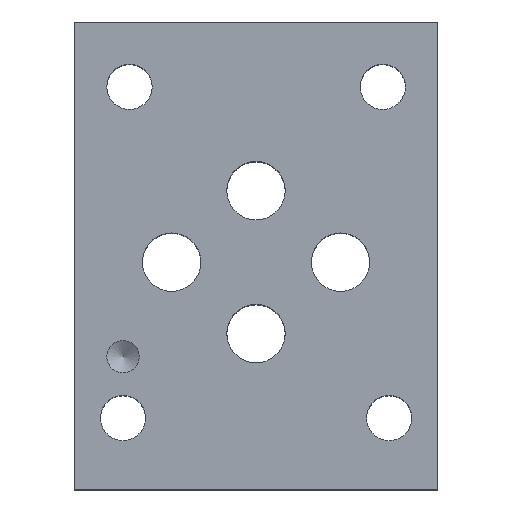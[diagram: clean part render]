
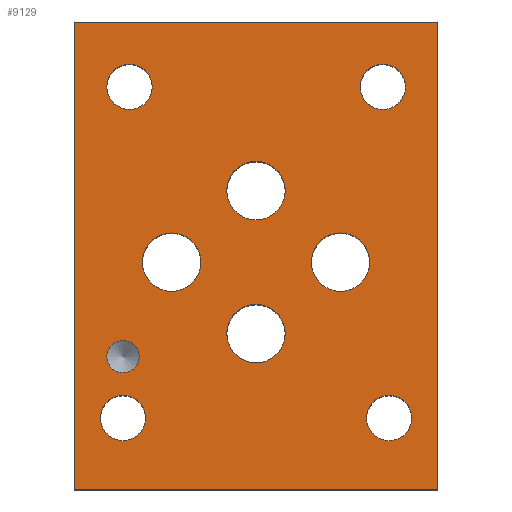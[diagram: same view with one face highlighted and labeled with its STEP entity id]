
A CAD part, top view. The second image highlights one B-rep face of the part: STEP entity #9129.
In plain terms, the highlighted planar face has unit normal (0, 0, 1).
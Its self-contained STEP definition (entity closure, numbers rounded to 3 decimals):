
#436=CIRCLE('',#9437,3.569);
#446=CIRCLE('',#9452,3.569);
#452=CIRCLE('',#9461,3.569);
#454=CIRCLE('',#9464,3.569);
#473=CIRCLE('',#9492,2.769);
#476=CIRCLE('',#9496,2.769);
#479=CIRCLE('',#9500,2.769);
#482=CIRCLE('',#9504,2.769);
#509=CIRCLE('',#9551,1.981);
#510=CIRCLE('',#9552,1.981);
#561=FACE_BOUND('',#1546,.T.);
#562=FACE_BOUND('',#1547,.T.);
#563=FACE_BOUND('',#1548,.T.);
#564=FACE_BOUND('',#1549,.T.);
#565=FACE_BOUND('',#1550,.T.);
#566=FACE_BOUND('',#1551,.T.);
#567=FACE_BOUND('',#1552,.T.);
#568=FACE_BOUND('',#1553,.T.);
#569=FACE_BOUND('',#1554,.T.);
#1036=FACE_OUTER_BOUND('',#1545,.T.);
#1545=EDGE_LOOP('',(#7938,#7939,#7940,#7941));
#1546=EDGE_LOOP('',(#7942));
#1547=EDGE_LOOP('',(#7943));
#1548=EDGE_LOOP('',(#7944));
#1549=EDGE_LOOP('',(#7945));
#1550=EDGE_LOOP('',(#7946));
#1551=EDGE_LOOP('',(#7947));
#1552=EDGE_LOOP('',(#7948));
#1553=EDGE_LOOP('',(#7949));
#1554=EDGE_LOOP('',(#7950,#7951));
#1600=LINE('',#11375,#2511);
#1680=LINE('',#11984,#2591);
#2442=LINE('',#15221,#3353);
#2475=LINE('',#15562,#3386);
#2511=VECTOR('',#9622,10.);
#2591=VECTOR('',#9748,10.);
#3353=VECTOR('',#11012,10.);
#3386=VECTOR('',#11289,10.);
#3411=VERTEX_POINT('',#11372);
#3412=VERTEX_POINT('',#11374);
#3502=VERTEX_POINT('',#11983);
#4142=VERTEX_POINT('',#15220);
#4146=VERTEX_POINT('',#15231);
#4160=VERTEX_POINT('',#15312);
#4166=VERTEX_POINT('',#15329);
#4168=VERTEX_POINT('',#15335);
#4188=VERTEX_POINT('',#15442);
#4191=VERTEX_POINT('',#15450);
#4194=VERTEX_POINT('',#15458);
#4197=VERTEX_POINT('',#15466);
#4225=VERTEX_POINT('',#15555);
#4226=VERTEX_POINT('',#15556);
#4262=EDGE_CURVE('',#3412,#3411,#1600,.T.);
#4396=EDGE_CURVE('',#3502,#3412,#1680,.T.);
#5356=EDGE_CURVE('',#4142,#3502,#2442,.T.);
#5362=EDGE_CURVE('',#4146,#4146,#436,.T.);
#5379=EDGE_CURVE('',#4160,#4160,#446,.T.);
#5387=EDGE_CURVE('',#4166,#4166,#452,.T.);
#5390=EDGE_CURVE('',#4168,#4168,#454,.T.);
#5419=EDGE_CURVE('',#4188,#4188,#473,.T.);
#5423=EDGE_CURVE('',#4191,#4191,#476,.T.);
#5427=EDGE_CURVE('',#4194,#4194,#479,.T.);
#5431=EDGE_CURVE('',#4197,#4197,#482,.T.);
#5471=EDGE_CURVE('',#4225,#4226,#509,.T.);
#5472=EDGE_CURVE('',#4226,#4225,#510,.T.);
#5475=EDGE_CURVE('',#3411,#4142,#2475,.T.);
#7938=ORIENTED_EDGE('',*,*,#5356,.T.);
#7939=ORIENTED_EDGE('',*,*,#4396,.T.);
#7940=ORIENTED_EDGE('',*,*,#4262,.T.);
#7941=ORIENTED_EDGE('',*,*,#5475,.T.);
#7942=ORIENTED_EDGE('',*,*,#5362,.T.);
#7943=ORIENTED_EDGE('',*,*,#5379,.T.);
#7944=ORIENTED_EDGE('',*,*,#5387,.T.);
#7945=ORIENTED_EDGE('',*,*,#5390,.T.);
#7946=ORIENTED_EDGE('',*,*,#5419,.T.);
#7947=ORIENTED_EDGE('',*,*,#5423,.T.);
#7948=ORIENTED_EDGE('',*,*,#5427,.T.);
#7949=ORIENTED_EDGE('',*,*,#5431,.T.);
#7950=ORIENTED_EDGE('',*,*,#5471,.T.);
#7951=ORIENTED_EDGE('',*,*,#5472,.T.);
#8272=PLANE('',#9557);
#9129=ADVANCED_FACE('',(#1036,#561,#562,#563,#564,#565,#566,#567,#568,#569),
#8272,.T.);
#9437=AXIS2_PLACEMENT_3D('',#15233,#11025,#11026);
#9452=AXIS2_PLACEMENT_3D('',#15314,#11058,#11059);
#9461=AXIS2_PLACEMENT_3D('',#15331,#11078,#11079);
#9464=AXIS2_PLACEMENT_3D('',#15337,#11085,#11086);
#9492=AXIS2_PLACEMENT_3D('',#15444,#11147,#11148);
#9496=AXIS2_PLACEMENT_3D('',#15452,#11156,#11157);
#9500=AXIS2_PLACEMENT_3D('',#15460,#11165,#11166);
#9504=AXIS2_PLACEMENT_3D('',#15468,#11174,#11175);
#9551=AXIS2_PLACEMENT_3D('',#15557,#11281,#11282);
#9552=AXIS2_PLACEMENT_3D('',#15558,#11283,#11284);
#9557=AXIS2_PLACEMENT_3D('',#15566,#11296,#11297);
#9622=DIRECTION('',(-1.,0.,0.));
#9748=DIRECTION('',(0.,1.,0.));
#11012=DIRECTION('',(1.,0.,0.));
#11025=DIRECTION('center_axis',(0.,0.,-1.));
#11026=DIRECTION('ref_axis',(1.,0.,0.));
#11058=DIRECTION('center_axis',(0.,0.,-1.));
#11059=DIRECTION('ref_axis',(1.,0.,0.));
#11078=DIRECTION('center_axis',(0.,0.,-1.));
#11079=DIRECTION('ref_axis',(1.,0.,0.));
#11085=DIRECTION('center_axis',(0.,0.,-1.));
#11086=DIRECTION('ref_axis',(1.,0.,0.));
#11147=DIRECTION('center_axis',(0.,0.,-1.));
#11148=DIRECTION('ref_axis',(1.,0.,0.));
#11156=DIRECTION('center_axis',(0.,0.,-1.));
#11157=DIRECTION('ref_axis',(1.,0.,0.));
#11165=DIRECTION('center_axis',(0.,0.,-1.));
#11166=DIRECTION('ref_axis',(1.,0.,0.));
#11174=DIRECTION('center_axis',(0.,0.,-1.));
#11175=DIRECTION('ref_axis',(1.,0.,0.));
#11281=DIRECTION('center_axis',(0.,0.,-1.));
#11282=DIRECTION('ref_axis',(1.,0.,0.));
#11283=DIRECTION('center_axis',(0.,0.,-1.));
#11284=DIRECTION('ref_axis',(1.,0.,0.));
#11289=DIRECTION('',(0.,-1.,0.));
#11296=DIRECTION('center_axis',(0.,0.,1.));
#11297=DIRECTION('ref_axis',(1.,0.,0.));
#11372=CARTESIAN_POINT('',(0.,57.15,38.1));
#11374=CARTESIAN_POINT('',(44.45,57.15,38.1));
#11375=CARTESIAN_POINT('',(44.45,57.15,38.1));
#11983=CARTESIAN_POINT('',(44.45,0.,38.1));
#11984=CARTESIAN_POINT('',(44.45,0.,38.1));
#15220=CARTESIAN_POINT('',(0.,0.,38.1));
#15221=CARTESIAN_POINT('',(0.,0.,38.1));
#15231=CARTESIAN_POINT('',(18.656,36.525,38.1));
#15233=CARTESIAN_POINT('Origin',(22.225,36.525,38.1));
#15312=CARTESIAN_POINT('',(8.344,27.788,38.1));
#15314=CARTESIAN_POINT('Origin',(11.913,27.788,38.1));
#15329=CARTESIAN_POINT('',(28.994,27.788,38.1));
#15331=CARTESIAN_POINT('Origin',(32.563,27.788,38.1));
#15335=CARTESIAN_POINT('',(18.656,19.05,38.1));
#15337=CARTESIAN_POINT('Origin',(22.225,19.05,38.1));
#15442=CARTESIAN_POINT('',(35.738,8.738,38.1));
#15444=CARTESIAN_POINT('Origin',(38.506,8.738,38.1));
#15450=CARTESIAN_POINT('',(3.988,49.225,38.1));
#15452=CARTESIAN_POINT('Origin',(6.756,49.225,38.1));
#15458=CARTESIAN_POINT('',(34.95,49.225,38.1));
#15460=CARTESIAN_POINT('Origin',(37.719,49.225,38.1));
#15466=CARTESIAN_POINT('',(3.2,8.738,38.1));
#15468=CARTESIAN_POINT('Origin',(5.969,8.738,38.1));
#15555=CARTESIAN_POINT('',(7.95,16.231,38.1));
#15556=CARTESIAN_POINT('',(3.988,16.231,38.1));
#15557=CARTESIAN_POINT('Origin',(5.969,16.231,38.1));
#15558=CARTESIAN_POINT('Origin',(5.969,16.231,38.1));
#15562=CARTESIAN_POINT('',(0.,57.15,38.1));
#15566=CARTESIAN_POINT('Origin',(22.225,28.575,38.1));
